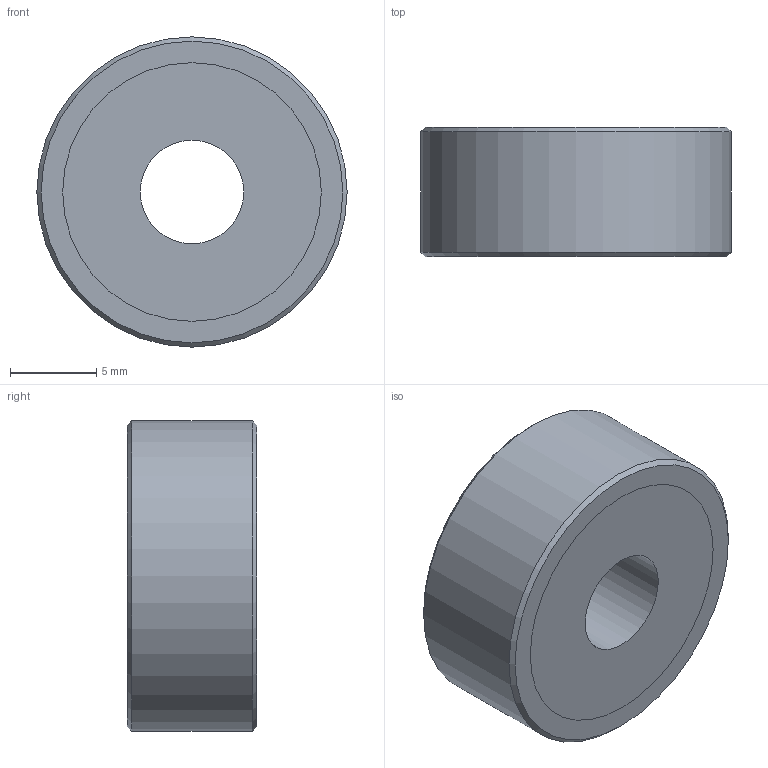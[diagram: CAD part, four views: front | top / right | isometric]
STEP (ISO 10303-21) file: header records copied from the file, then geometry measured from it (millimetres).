
FILE_DESCRIPTION(/* description */ (''),/* implementation_level */ '2;1');
FILE_NAME(/* name */ '357f3af4-b804-4acc-841f-5b1bfd5c9a4d.stp',/* time_stamp */ '2022-10-31T22:46:35Z',/* author */ (''),/* organization */ (''),/* preprocessor_version */ 'ST-DEVELOPER v19.2',/* originating_system */ 'Autodesk Translation Framework v11.17.0.187',/* authorisation */ '');
FILE_SCHEMA (('AUTOMOTIVE_DESIGN { 1 0 10303 214 3 1 1 }'));
Length unit declared in the file: millimetre
Products named in the file (1): Laufrad
Bounding box: 18 x 7.5 x 18 mm (x, y, z)
Volume: 1608.1 mm3; surface area: 1680.4 mm2
Topology: 2 solids, 2 shells, 16 faces, 25 edges, 16 vertices
Faces by surface type: cylinder 7, plane 7, cone 2
Full cylindrical faces by diameter (mm): 6 x1, 9 x1, 13 x2, 15 x2, 18 x1
Entity records: 416 total; most frequent: DIRECTION 75, CARTESIAN_POINT 58, ORIENTED_EDGE 50, AXIS2_PLACEMENT_3D 33, EDGE_CURVE 25, EDGE_LOOP 23, FACE_OUTER_BOUND 16, CIRCLE 16
